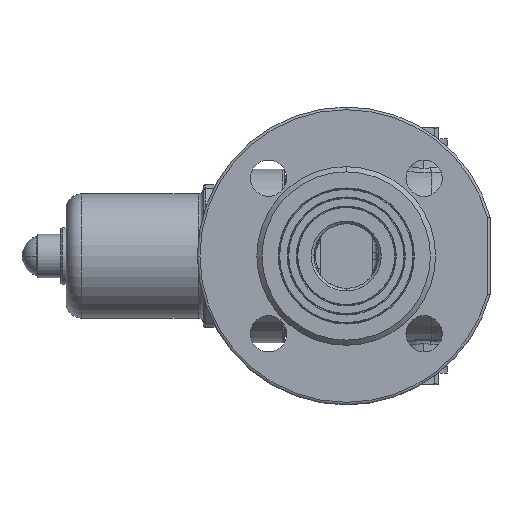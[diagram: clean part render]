
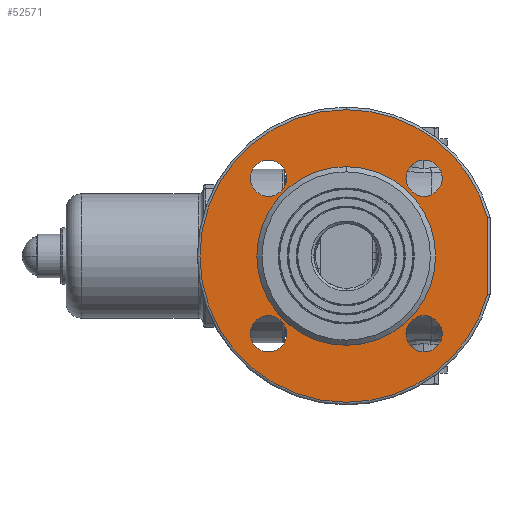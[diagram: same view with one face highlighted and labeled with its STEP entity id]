
A CAD part, left-side view. The second image highlights one B-rep face of the part: STEP entity #52571.
In plain terms, the highlighted planar face has unit normal (-1, 0, 0).
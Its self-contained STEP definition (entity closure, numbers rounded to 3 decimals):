
#9174 = CIRCLE ( 'NONE', #9221, 34.5 ) ;
#9218 = DIRECTION ( 'NONE',  ( 0., 0., 1. ) ) ;
#9219 = DIRECTION ( 'NONE',  ( -1., 0., 0. ) ) ;
#9220 = CARTESIAN_POINT ( 'NONE',  ( -78., 0., 0. ) ) ;
#9221 = AXIS2_PLACEMENT_3D ( 'NONE', #9220, #9219, #9218 ) ;
#10900 = CARTESIAN_POINT ( 'NONE',  ( -78., -30.052, -37.052 ) ) ;
#10903 = CARTESIAN_POINT ( 'NONE',  ( -78., -30.052, -23.052 ) ) ;
#10922 = CARTESIAN_POINT ( 'NONE',  ( -78., 30.052, -37.052 ) ) ;
#11094 = CARTESIAN_POINT ( 'NONE',  ( -78., 30.052, 23.052 ) ) ;
#12505 = AXIS2_PLACEMENT_3D ( 'NONE', #12567, #12566, #12565 ) ;
#12518 = VECTOR ( 'NONE', #12583, 1000. ) ;
#12519 = CARTESIAN_POINT ( 'NONE',  ( -78., -54.5, 0. ) ) ;
#12520 = LINE ( 'NONE', #12519, #12518 ) ;
#12565 = DIRECTION ( 'NONE',  ( 0., 0., -1. ) ) ;
#12566 = DIRECTION ( 'NONE',  ( 1., 0., 0. ) ) ;
#12567 = CARTESIAN_POINT ( 'NONE',  ( -78., 30.052, 30.052 ) ) ;
#12581 = CIRCLE ( 'NONE', #12505, 7. ) ;
#12583 = DIRECTION ( 'NONE',  ( 0., 0., 1. ) ) ;
#12605 = CARTESIAN_POINT ( 'NONE',  ( -78., -30.052, -30.052 ) ) ;
#12606 = CIRCLE ( 'NONE', #12709, 7. ) ;
#12648 = PLANE ( 'NONE',  #12691 ) ;
#12650 = FACE_BOUND ( 'NONE', #52626, .T. ) ;
#12652 = DIRECTION ( 'NONE',  ( 0., 0., 1. ) ) ;
#12653 = DIRECTION ( 'NONE',  ( -1., 0., 0. ) ) ;
#12654 = CARTESIAN_POINT ( 'NONE',  ( -78., 0., 0. ) ) ;
#12655 = AXIS2_PLACEMENT_3D ( 'NONE', #12654, #12653, #12652 ) ;
#12656 = CIRCLE ( 'NONE', #12655, 56.5 ) ;
#12657 = DIRECTION ( 'NONE',  ( 0., 0., -1. ) ) ;
#12658 = DIRECTION ( 'NONE',  ( 1., 0., 0. ) ) ;
#12659 = AXIS2_PLACEMENT_3D ( 'NONE', #12605, #12658, #12657 ) ;
#12663 = DIRECTION ( 'NONE',  ( 0., 0., -1. ) ) ;
#12664 = DIRECTION ( 'NONE',  ( 1., 0., 0. ) ) ;
#12665 = CARTESIAN_POINT ( 'NONE',  ( -78., -30.052, 30.052 ) ) ;
#12666 = AXIS2_PLACEMENT_3D ( 'NONE', #12665, #12664, #12663 ) ;
#12667 = CIRCLE ( 'NONE', #12659, 7. ) ;
#12671 = CIRCLE ( 'NONE', #12666, 7. ) ;
#12673 = FACE_BOUND ( 'NONE', #48212, .T. ) ;
#12688 = FACE_OUTER_BOUND ( 'NONE', #52623, .T. ) ;
#12689 = FACE_BOUND ( 'NONE', #47938, .T. ) ;
#12690 = DIRECTION ( 'NONE',  ( 0., 0., -1. ) ) ;
#12691 = AXIS2_PLACEMENT_3D ( 'NONE', #12736, #12735, #12734 ) ;
#12693 = FACE_BOUND ( 'NONE', #48279, .T. ) ;
#12709 = AXIS2_PLACEMENT_3D ( 'NONE', #12713, #12715, #12690 ) ;
#12711 = FACE_BOUND ( 'NONE', #52540, .T. ) ;
#12713 = CARTESIAN_POINT ( 'NONE',  ( -78., 30.052, -30.052 ) ) ;
#12715 = DIRECTION ( 'NONE',  ( 1., 0., 0. ) ) ;
#12732 = CARTESIAN_POINT ( 'NONE',  ( -78., -54.5, -14.9 ) ) ;
#12734 = DIRECTION ( 'NONE',  ( 0., 0., -1. ) ) ;
#12735 = DIRECTION ( 'NONE',  ( 1., 0., 0. ) ) ;
#12736 = CARTESIAN_POINT ( 'NONE',  ( -78., 34.5, 0. ) ) ;
#35656 = EDGE_CURVE ( 'NONE', #35671, #35669, #58101, .T. ) ;
#35661 = VERTEX_POINT ( 'NONE', #58102 ) ;
#35664 = VERTEX_POINT ( 'NONE', #58142 ) ;
#35669 = VERTEX_POINT ( 'NONE', #58171 ) ;
#35671 = VERTEX_POINT ( 'NONE', #58186 ) ;
#35701 = EDGE_CURVE ( 'NONE', #35664, #35671, #58249, .T. ) ;
#35721 = VERTEX_POINT ( 'NONE', #58397 ) ;
#35741 = EDGE_CURVE ( 'NONE', #35721, #35661, #58413, .T. ) ;
#36546 = CARTESIAN_POINT ( 'NONE',  ( -78., 30.052, -23.052 ) ) ;
#37302 = CIRCLE ( 'NONE', #37363, 7. ) ;
#37359 = DIRECTION ( 'NONE',  ( 0., 0., -1. ) ) ;
#37361 = DIRECTION ( 'NONE',  ( 1., 0., 0. ) ) ;
#37362 = CARTESIAN_POINT ( 'NONE',  ( -78., 30.052, -30.052 ) ) ;
#37363 = AXIS2_PLACEMENT_3D ( 'NONE', #37362, #37361, #37359 ) ;
#37364 = CARTESIAN_POINT ( 'NONE',  ( -78., -30.052, 23.052 ) ) ;
#37419 = CIRCLE ( 'NONE', #37424, 7. ) ;
#37424 = AXIS2_PLACEMENT_3D ( 'NONE', #37454, #37457, #37447 ) ;
#37447 = DIRECTION ( 'NONE',  ( 0., 0., -1. ) ) ;
#37454 = CARTESIAN_POINT ( 'NONE',  ( -78., -30.052, -30.052 ) ) ;
#37457 = DIRECTION ( 'NONE',  ( 1., 0., 0. ) ) ;
#37579 = CARTESIAN_POINT ( 'NONE',  ( -78., -30.052, 37.052 ) ) ;
#37613 = DIRECTION ( 'NONE',  ( 0., 0., -1. ) ) ;
#37614 = DIRECTION ( 'NONE',  ( 1., 0., 0. ) ) ;
#37616 = AXIS2_PLACEMENT_3D ( 'NONE', #37619, #37614, #37613 ) ;
#37617 = CIRCLE ( 'NONE', #37616, 7. ) ;
#37619 = CARTESIAN_POINT ( 'NONE',  ( -78., -30.052, 30.052 ) ) ;
#37714 = CARTESIAN_POINT ( 'NONE',  ( -78., 30.052, 37.052 ) ) ;
#37731 = CARTESIAN_POINT ( 'NONE',  ( -78., 30.052, 30.052 ) ) ;
#37736 = CIRCLE ( 'NONE', #37794, 7. ) ;
#37792 = DIRECTION ( 'NONE',  ( 0., 0., -1. ) ) ;
#37793 = DIRECTION ( 'NONE',  ( 1., 0., 0. ) ) ;
#37794 = AXIS2_PLACEMENT_3D ( 'NONE', #37731, #37793, #37792 ) ;
#47827 = ORIENTED_EDGE ( 'NONE', *, *, #52560, .T. ) ;
#47906 = ORIENTED_EDGE ( 'NONE', *, *, #35656, .T. ) ;
#47926 = ORIENTED_EDGE ( 'NONE', *, *, #52380, .T. ) ;
#47935 = ORIENTED_EDGE ( 'NONE', *, *, #59308, .T. ) ;
#47938 = EDGE_LOOP ( 'NONE', ( #47935, #47827 ) ) ;
#47941 = EDGE_CURVE ( 'NONE', #35661, #35721, #9174, .T. ) ;
#48192 = ORIENTED_EDGE ( 'NONE', *, *, #61696, .T. ) ;
#48212 = EDGE_LOOP ( 'NONE', ( #48192, #47926 ) ) ;
#48279 = EDGE_LOOP ( 'NONE', ( #52648, #52614 ) ) ;
#48302 = VERTEX_POINT ( 'NONE', #10903 ) ;
#48304 = VERTEX_POINT ( 'NONE', #10900 ) ;
#48317 = VERTEX_POINT ( 'NONE', #10922 ) ;
#48354 = VERTEX_POINT ( 'NONE', #11094 ) ;
#51489 = EDGE_CURVE ( 'NONE', #52591, #35664, #12520, .T. ) ;
#51580 = ORIENTED_EDGE ( 'NONE', *, *, #52503, .T. ) ;
#51677 = ORIENTED_EDGE ( 'NONE', *, *, #59848, .T. ) ;
#51771 = EDGE_CURVE ( 'NONE', #48354, #62243, #12581, .T. ) ;
#52380 = EDGE_CURVE ( 'NONE', #59415, #61708, #12671, .T. ) ;
#52503 = EDGE_CURVE ( 'NONE', #48304, #48302, #12667, .T. ) ;
#52524 = EDGE_CURVE ( 'NONE', #35669, #52591, #12656, .T. ) ;
#52540 = EDGE_LOOP ( 'NONE', ( #51677, #51580 ) ) ;
#52542 = ORIENTED_EDGE ( 'NONE', *, *, #47941, .F. ) ;
#52560 = EDGE_CURVE ( 'NONE', #48317, #56256, #12606, .T. ) ;
#52571 = ADVANCED_FACE ( 'NONE', ( #12689, #12711, #12673, #12693, #12650, #12688 ), #12648, .F. ) ;
#52591 = VERTEX_POINT ( 'NONE', #12732 ) ;
#52595 = ORIENTED_EDGE ( 'NONE', *, *, #52524, .T. ) ;
#52614 = ORIENTED_EDGE ( 'NONE', *, *, #51771, .T. ) ;
#52621 = ORIENTED_EDGE ( 'NONE', *, *, #51489, .T. ) ;
#52623 = EDGE_LOOP ( 'NONE', ( #52630, #47906, #52595, #52621 ) ) ;
#52626 = EDGE_LOOP ( 'NONE', ( #52542, #52629 ) ) ;
#52629 = ORIENTED_EDGE ( 'NONE', *, *, #35741, .F. ) ;
#52630 = ORIENTED_EDGE ( 'NONE', *, *, #35701, .T. ) ;
#52648 = ORIENTED_EDGE ( 'NONE', *, *, #62261, .T. ) ;
#56256 = VERTEX_POINT ( 'NONE', #36546 ) ;
#58101 = CIRCLE ( 'NONE', #58148, 56.5 ) ;
#58102 = CARTESIAN_POINT ( 'NONE',  ( -78., 0., -34.5 ) ) ;
#58142 = CARTESIAN_POINT ( 'NONE',  ( -78., -54.5, 14.9 ) ) ;
#58145 = DIRECTION ( 'NONE',  ( 0., 0., 1. ) ) ;
#58146 = DIRECTION ( 'NONE',  ( -1., 0., 0. ) ) ;
#58147 = CARTESIAN_POINT ( 'NONE',  ( -78., 0., 0. ) ) ;
#58148 = AXIS2_PLACEMENT_3D ( 'NONE', #58147, #58146, #58145 ) ;
#58171 = CARTESIAN_POINT ( 'NONE',  ( -78., 0., -56.5 ) ) ;
#58186 = CARTESIAN_POINT ( 'NONE',  ( -78., 0., 56.5 ) ) ;
#58249 = CIRCLE ( 'NONE', #58261, 56.5 ) ;
#58261 = AXIS2_PLACEMENT_3D ( 'NONE', #58269, #58311, #58310 ) ;
#58269 = CARTESIAN_POINT ( 'NONE',  ( -78., 0., 0. ) ) ;
#58310 = DIRECTION ( 'NONE',  ( 0., 0., 1. ) ) ;
#58311 = DIRECTION ( 'NONE',  ( -1., 0., 0. ) ) ;
#58397 = CARTESIAN_POINT ( 'NONE',  ( -78., 0., 34.5 ) ) ;
#58413 = CIRCLE ( 'NONE', #58463, 34.5 ) ;
#58461 = DIRECTION ( 'NONE',  ( -1., 0., 0. ) ) ;
#58463 = AXIS2_PLACEMENT_3D ( 'NONE', #58465, #58461, #58501 ) ;
#58465 = CARTESIAN_POINT ( 'NONE',  ( -78., 0., 0. ) ) ;
#58501 = DIRECTION ( 'NONE',  ( 0., 0., 1. ) ) ;
#59308 = EDGE_CURVE ( 'NONE', #56256, #48317, #37302, .T. ) ;
#59415 = VERTEX_POINT ( 'NONE', #37364 ) ;
#59848 = EDGE_CURVE ( 'NONE', #48302, #48304, #37419, .T. ) ;
#61696 = EDGE_CURVE ( 'NONE', #61708, #59415, #37617, .T. ) ;
#61708 = VERTEX_POINT ( 'NONE', #37579 ) ;
#62243 = VERTEX_POINT ( 'NONE', #37714 ) ;
#62261 = EDGE_CURVE ( 'NONE', #62243, #48354, #37736, .T. ) ;
